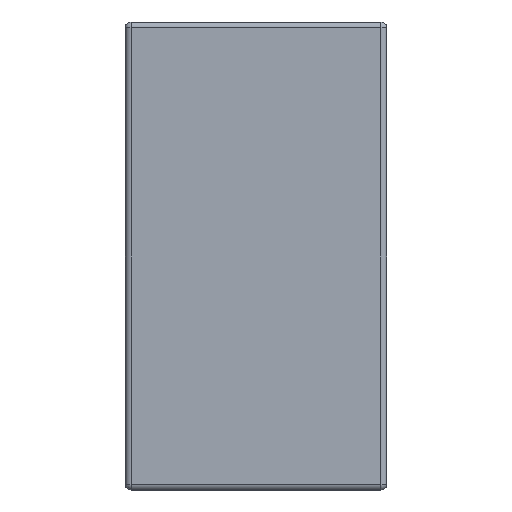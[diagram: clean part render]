
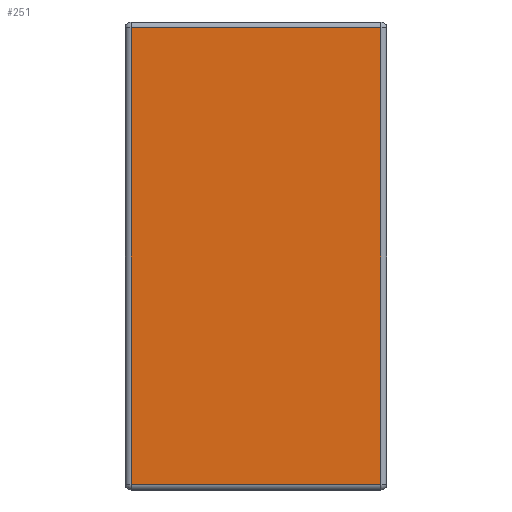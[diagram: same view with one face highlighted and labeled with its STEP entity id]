
A CAD part, left-side view. The second image highlights one B-rep face of the part: STEP entity #251.
In plain terms, the highlighted planar face has unit normal (-1, 0, 0).
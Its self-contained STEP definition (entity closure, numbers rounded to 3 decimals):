
#63 = DIRECTION ( 'NONE',  ( 0., 0., -1. ) ) ;
#155 = EDGE_CURVE ( 'NONE', #587, #1325, #1662, .T. ) ;
#206 = VECTOR ( 'NONE', #764, 1000. ) ;
#232 = ORIENTED_EDGE ( 'NONE', *, *, #1028, .T. ) ;
#251 = ADVANCED_FACE ( 'NONE', ( #1189 ), #350, .T. ) ;
#350 = PLANE ( 'NONE',  #1474 ) ;
#427 = CARTESIAN_POINT ( 'NONE',  ( -8.05, 0.1, 0. ) ) ;
#499 = CARTESIAN_POINT ( 'NONE',  ( -8.05, 4.4, -7.95 ) ) ;
#542 = CARTESIAN_POINT ( 'NONE',  ( -8.05, 0.1, -7.95 ) ) ;
#556 = LINE ( 'NONE', #1569, #1780 ) ;
#572 = CARTESIAN_POINT ( 'NONE',  ( -8.05, 4.5, -7.95 ) ) ;
#587 = VERTEX_POINT ( 'NONE', #499 ) ;
#608 = LINE ( 'NONE', #427, #1096 ) ;
#654 = VECTOR ( 'NONE', #1330, 1000. ) ;
#660 = EDGE_CURVE ( 'NONE', #1224, #587, #556, .T. ) ;
#682 = EDGE_LOOP ( 'NONE', ( #1776, #918, #1090, #232 ) ) ;
#764 = DIRECTION ( 'NONE',  ( 0., 1., 0. ) ) ;
#851 = CARTESIAN_POINT ( 'NONE',  ( -8.05, 0.1, -0.1 ) ) ;
#897 = DIRECTION ( 'NONE',  ( 0., 0., 1. ) ) ;
#918 = ORIENTED_EDGE ( 'NONE', *, *, #660, .T. ) ;
#949 = CARTESIAN_POINT ( 'NONE',  ( -8.05, 4.5, 0. ) ) ;
#955 = EDGE_CURVE ( 'NONE', #1481, #1224, #1799, .T. ) ;
#1028 = EDGE_CURVE ( 'NONE', #1325, #1481, #608, .T. ) ;
#1090 = ORIENTED_EDGE ( 'NONE', *, *, #155, .T. ) ;
#1096 = VECTOR ( 'NONE', #897, 1000. ) ;
#1189 = FACE_OUTER_BOUND ( 'NONE', #682, .T. ) ;
#1224 = VERTEX_POINT ( 'NONE', #1879 ) ;
#1325 = VERTEX_POINT ( 'NONE', #542 ) ;
#1330 = DIRECTION ( 'NONE',  ( 0., -1., 0. ) ) ;
#1366 = CARTESIAN_POINT ( 'NONE',  ( -8.05, 4.5, -0.1 ) ) ;
#1392 = DIRECTION ( 'NONE',  ( 0., 0., 1. ) ) ;
#1410 = DIRECTION ( 'NONE',  ( -1., 0., 0. ) ) ;
#1474 = AXIS2_PLACEMENT_3D ( 'NONE', #949, #1410, #1392 ) ;
#1481 = VERTEX_POINT ( 'NONE', #851 ) ;
#1569 = CARTESIAN_POINT ( 'NONE',  ( -8.05, 4.4, 0. ) ) ;
#1662 = LINE ( 'NONE', #572, #654 ) ;
#1776 = ORIENTED_EDGE ( 'NONE', *, *, #955, .T. ) ;
#1780 = VECTOR ( 'NONE', #63, 1000. ) ;
#1799 = LINE ( 'NONE', #1366, #206 ) ;
#1879 = CARTESIAN_POINT ( 'NONE',  ( -8.05, 4.4, -0.1 ) ) ;
